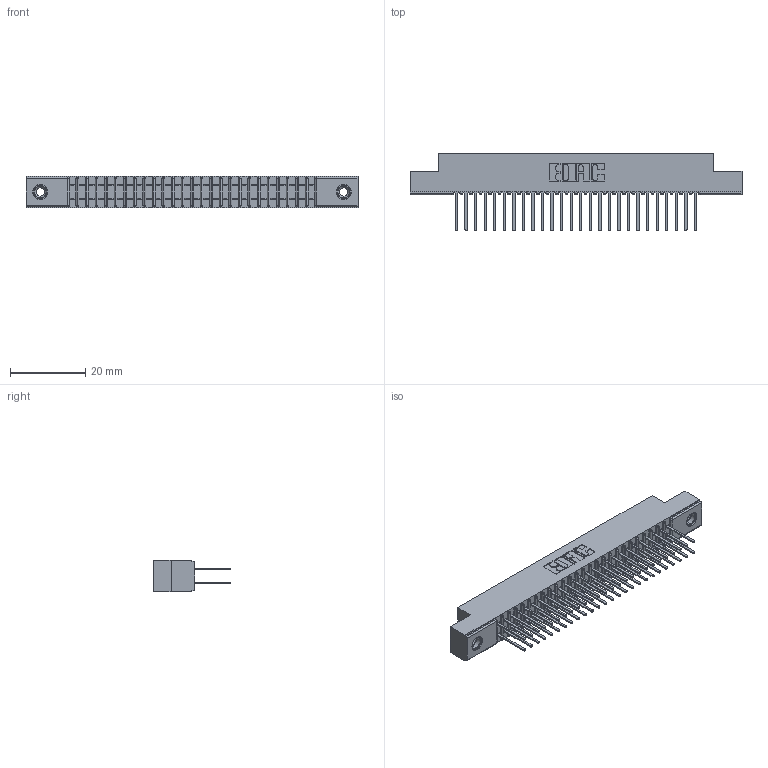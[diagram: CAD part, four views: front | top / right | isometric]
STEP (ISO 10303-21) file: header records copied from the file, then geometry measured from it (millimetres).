
FILE_DESCRIPTION (( 'STEP AP203' ), '1' );
FILE_NAME ('341-052-522-208.STEP', '2018-08-07T13:21:48', ( '' ), ( '' ), 'SwSTEP 2.0', 'SolidWorks 2016', '' );
FILE_SCHEMA (( 'CONFIG_CONTROL_DESIGN' ));
Length unit declared in the file: inch
Products named in the file (4): 341 Part_.156 (3.96) Dia Mounting Holes; 341-292-001_341-292-122; 345-250-001_345-250-003-102; 341-052-522-208
Assembly tree (55 placements, depth 2):
  341-052-522-208
    341 Part_.156 (3.96) Dia Mounting Holes
    341-292-001_341-292-122  x52
    345-250-001_345-250-003-102  x2
Bounding box: 88.27 x 20.62 x 8.38 mm (x, y, z)
Volume: 5078.9 mm3; surface area: 11288.8 mm2
Topology: 55 solids, 55 shells, 3608 faces, 10410 edges, 6738 vertices
Faces by surface type: plane 2180, cylinder 1308, sphere 54, torus 54, cone 12
Entity records: 34782 total; most frequent: CARTESIAN_POINT 5765, ORIENTED_EDGE 5720, DIRECTION 5616, EDGE_CURVE 2860, VECTOR 2290, LINE 2290, VERTEX_POINT 1812, AXIS2_PLACEMENT_3D 1663
